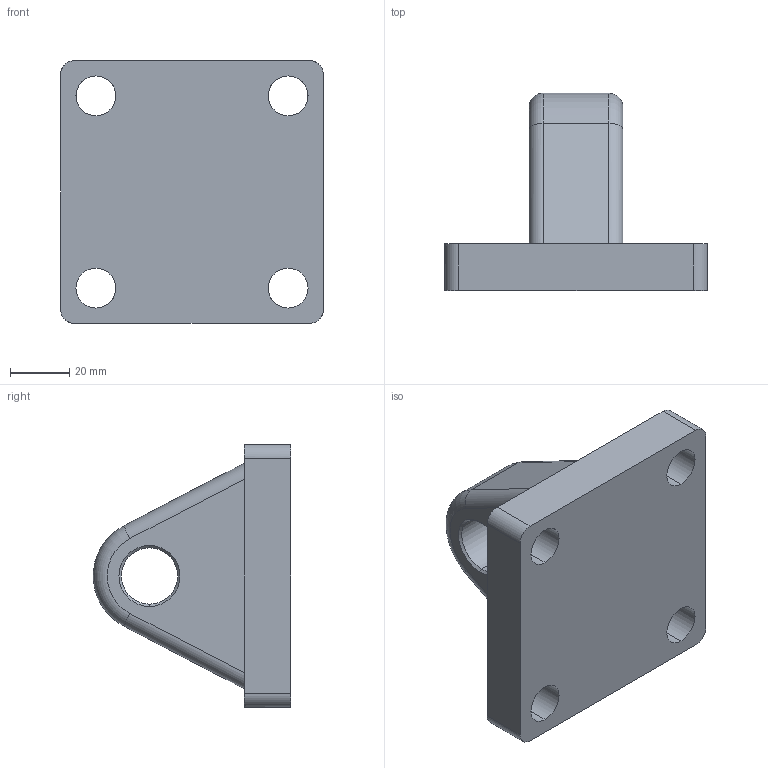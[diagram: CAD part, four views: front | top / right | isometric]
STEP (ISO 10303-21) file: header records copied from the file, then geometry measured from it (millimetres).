
FILE_DESCRIPTION(('CATIA V5 STEP Exchange'),'2;1');
FILE_NAME('BRACKET EYE CLEVIS 3.stp','2019-10-07T01:39:17+00:00',('none'),('none'),'CATIA Version 5 Release 20 GA (IN-10)','CATIA V5 STEP AP203','none');
FILE_SCHEMA(('CONFIG_CONTROL_DESIGN'));
Length unit declared in the file: millimetre
Products named in the file (1): BRACKET EYE CLEVIS 3.25 BORE -- SMC -- NCA1-P325_AllCATPart
Bounding box: 88.9 x 66.73 x 88.9 mm (x, y, z)
Volume: 183253.9 mm3; surface area: 30395.7 mm2
Topology: 1 solids, 1 shells, 47 faces, 112 edges, 72 vertices
Faces by surface type: cylinder 27, plane 14, cone 4, torus 2
Entity records: 1615 total; most frequent: CARTESIAN_POINT 499, ORIENTED_EDGE 224, DIRECTION 188, EDGE_CURVE 112, AXIS2_PLACEMENT_3D 90, VERTEX_POINT 72, EDGE_LOOP 62, VECTOR 52
